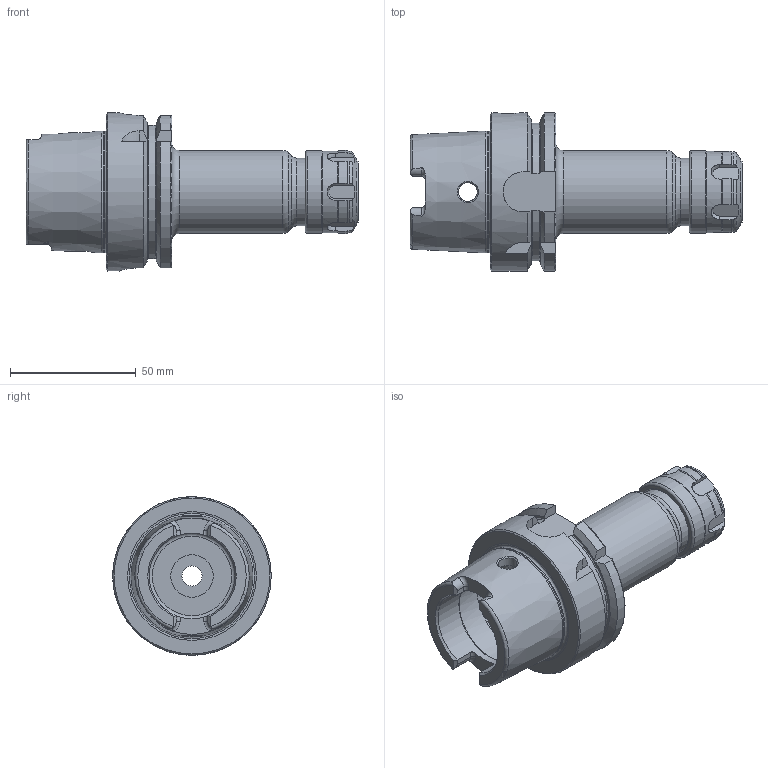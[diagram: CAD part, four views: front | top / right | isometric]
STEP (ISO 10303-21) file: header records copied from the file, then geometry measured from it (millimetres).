
FILE_DESCRIPTION(/* description */ (''),/* implementation_level */ '2;1');
FILE_NAME(/* name */ 'TQ104_HSK63A-SKA13-100.stp',/* time_stamp */ '2024-07-23T10:47:25+09:00',/* author */ ('YSH'),/* organization */ (''),/* preprocessor_version */ 'ST-DEVELOPER v20',/* originating_system */ 'Autodesk Inventor 2024',/* authorisation */ '');
FILE_SCHEMA (('AUTOMOTIVE_DESIGN { 1 0 10303 214 3 1 1 }'));
Length unit declared in the file: millimetre
Products named in the file (3): LO-HSK63A-SKA13-100; LO-HSK63A-SKA13-100_1; SKN13-NUT
Assembly tree (2 placements, depth 2):
  LO-HSK63A-SKA13-100
    LO-HSK63A-SKA13-100_1
    SKN13-NUT
Bounding box: 132 x 63 x 63 mm (x, y, z)
Volume: 126580.5 mm3; surface area: 36259.7 mm2
Topology: 2 solids, 2 shells, 201 faces, 541 edges, 353 vertices
Faces by surface type: plane 66, cylinder 54, cone 43, torus 36, bspline 2
Full cylindrical faces by diameter (mm): 7.5 x2, 8 x1, 10 x1, 12.573 x1, 16.2 x1, 16.5 x1, 16.917 x1, 18 x1, 19 x1, 25 x1, 25.917 x1, 27 x1, 27.4 x2, 32.6 x1, 33 x2, 34 x2, 40 x1, 48.041 x1, 63 x1
Entity records: 7254 total; most frequent: CARTESIAN_POINT 2199, ORIENTED_EDGE 1082, DIRECTION 1038, EDGE_CURVE 541, AXIS2_PLACEMENT_3D 427, VERTEX_POINT 353, EDGE_LOOP 218, CIRCLE 215
